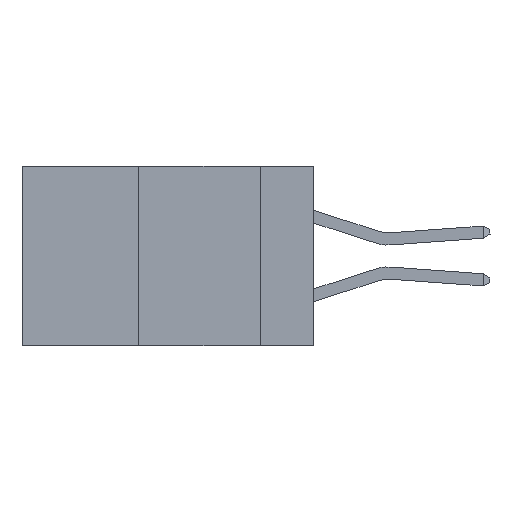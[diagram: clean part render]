
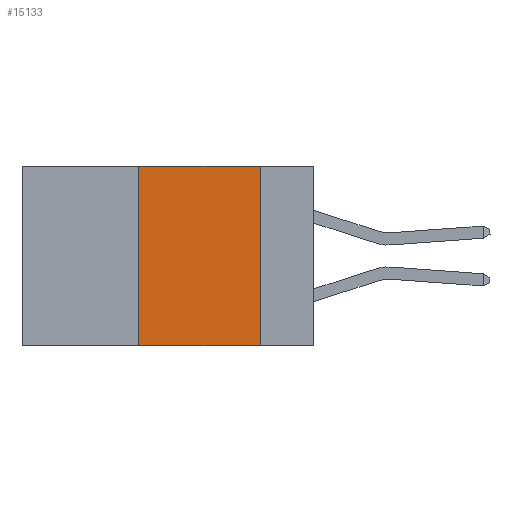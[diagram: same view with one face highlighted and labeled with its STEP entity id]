
A CAD part, left-side view. The second image highlights one B-rep face of the part: STEP entity #15133.
In plain terms, the highlighted planar face has unit normal (-1, 0, 0).
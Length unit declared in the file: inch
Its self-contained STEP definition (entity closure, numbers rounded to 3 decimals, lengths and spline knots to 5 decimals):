
#545 = LINE ( 'NONE', #6198, #11313 ) ;
#1335 = VERTEX_POINT ( 'NONE', #6109 ) ;
#1876 = ORIENTED_EDGE ( 'NONE', *, *, #19267, .F. ) ;
#2670 = VECTOR ( 'NONE', #6055, 39.37008 ) ;
#3009 = CARTESIAN_POINT ( 'NONE',  ( 0., 0.11, 0. ) ) ;
#3320 = DIRECTION ( 'NONE',  ( 1., 0., 0. ) ) ;
#3587 = VECTOR ( 'NONE', #16932, 39.37008 ) ;
#4631 = ORIENTED_EDGE ( 'NONE', *, *, #12985, .F. ) ;
#4675 = CARTESIAN_POINT ( 'NONE',  ( 0., 0.36, 0. ) ) ;
#4773 = VERTEX_POINT ( 'NONE', #11511 ) ;
#4882 = CARTESIAN_POINT ( 'NONE',  ( 0., 0.36, 0. ) ) ;
#5178 = ORIENTED_EDGE ( 'NONE', *, *, #7844, .T. ) ;
#6055 = DIRECTION ( 'NONE',  ( 0., -1., 0. ) ) ;
#6068 = LINE ( 'NONE', #4882, #3587 ) ;
#6109 = CARTESIAN_POINT ( 'NONE',  ( 0., 0.11, -0.37 ) ) ;
#6198 = CARTESIAN_POINT ( 'NONE',  ( 0., 0.6, -0.37 ) ) ;
#6232 = FACE_OUTER_BOUND ( 'NONE', #18426, .T. ) ;
#7844 = EDGE_CURVE ( 'NONE', #4773, #1335, #545, .T. ) ;
#8021 = CARTESIAN_POINT ( 'NONE',  ( 0., 0.6, 0. ) ) ;
#8972 = DIRECTION ( 'NONE',  ( 0., 0., -1. ) ) ;
#9195 = LINE ( 'NONE', #8021, #2670 ) ;
#9285 = DIRECTION ( 'NONE',  ( 0., 0., -1. ) ) ;
#10536 = ORIENTED_EDGE ( 'NONE', *, *, #16816, .F. ) ;
#11313 = VECTOR ( 'NONE', #16772, 39.37008 ) ;
#11511 = CARTESIAN_POINT ( 'NONE',  ( 0., 0.36, -0.37 ) ) ;
#12216 = PLANE ( 'NONE',  #18797 ) ;
#12985 = EDGE_CURVE ( 'NONE', #4773, #16425, #6068, .T. ) ;
#13280 = CARTESIAN_POINT ( 'NONE',  ( 0., 0.11, 0. ) ) ;
#15133 = ADVANCED_FACE ( 'NONE', ( #6232 ), #12216, .F. ) ;
#15372 = VERTEX_POINT ( 'NONE', #13280 ) ;
#15417 = VECTOR ( 'NONE', #8972, 39.37008 ) ;
#16425 = VERTEX_POINT ( 'NONE', #4675 ) ;
#16587 = LINE ( 'NONE', #3009, #15417 ) ;
#16707 = CARTESIAN_POINT ( 'NONE',  ( 0., 0.6, 0. ) ) ;
#16772 = DIRECTION ( 'NONE',  ( 0., -1., 0. ) ) ;
#16816 = EDGE_CURVE ( 'NONE', #15372, #1335, #16587, .T. ) ;
#16932 = DIRECTION ( 'NONE',  ( 0., 0., 1. ) ) ;
#18426 = EDGE_LOOP ( 'NONE', ( #10536, #1876, #4631, #5178 ) ) ;
#18797 = AXIS2_PLACEMENT_3D ( 'NONE', #16707, #3320, #9285 ) ;
#19267 = EDGE_CURVE ( 'NONE', #16425, #15372, #9195, .T. ) ;
